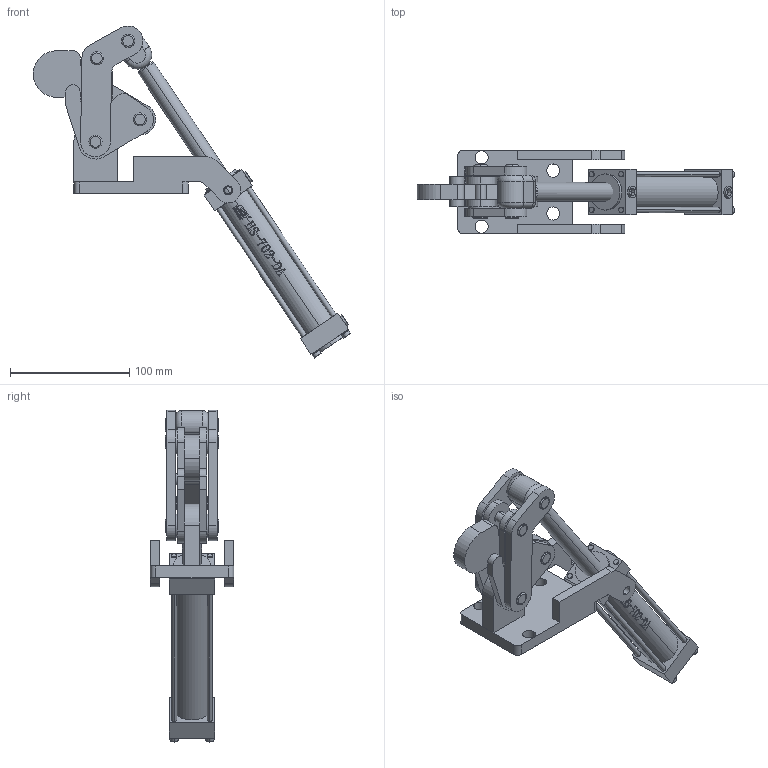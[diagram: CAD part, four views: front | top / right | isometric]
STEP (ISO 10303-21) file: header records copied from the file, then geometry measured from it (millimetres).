
FILE_DESCRIPTION (( 'STEP AP203' ), '1' );
FILE_NAME ('HS-702-DA 装配体.STEP', '2018-12-07T08:48:42', ( 'PCOS' ), ( '微软中国' ), 'SwSTEP 2.0', 'SolidWorks 2012', '' );
FILE_SCHEMA (( 'CONFIG_CONTROL_DESIGN' ));
Length unit declared in the file: millimetre
Products named in the file (12): HS-702-DA 蚾饜极; 釱; 蚐詰; 揤參; 种2; 种1; 忒梟; 蟀裝; 忒參; 菜え; 菁釱; 菁殤
Assembly tree (19 placements, depth 2):
  HS-702-DA 蚾饜极
    菁殤
    菁釱
    菜え  x4
    忒參
    蟀裝  x2
    忒梟  x2
    种1  x2
    种2  x3
    揤參
    蚐詰
    釱
Bounding box: 266.29 x 70 x 278.5 mm (x, y, z)
Volume: 452742.5 mm3; surface area: 134160.9 mm2
Topology: 21 solids, 21 shells, 718 faces, 1841 edges, 1216 vertices
Faces by surface type: plane 319, cylinder 242, bspline 129, torus 24, cone 4
Entity records: 26398 total; most frequent: CARTESIAN_POINT 9969, ORIENTED_EDGE 3316, DIRECTION 2729, EDGE_CURVE 1658, VERTEX_POINT 1098, AXIS2_PLACEMENT_3D 915, LINE 899, VECTOR 899
